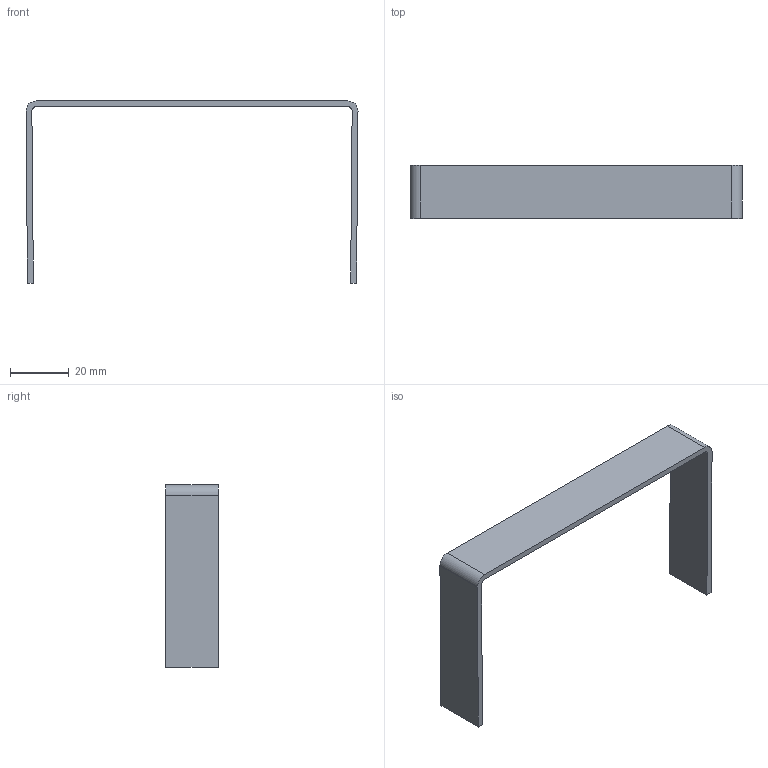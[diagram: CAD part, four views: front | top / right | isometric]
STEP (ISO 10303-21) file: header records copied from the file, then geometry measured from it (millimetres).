
FILE_DESCRIPTION (( 'STEP AP214' ), '1' );
FILE_NAME ('6193598.stp', '2016-08-09T13:22:34', ( '' ), ( '' ), 'SwSTEP 2.0', 'SolidWorks 2014', '' );
FILE_SCHEMA (( 'AUTOMOTIVE_DESIGN' ));
Length unit declared in the file: millimetre
Products named in the file (1): 6193598
Bounding box: 113 x 18 x 62.03 mm (x, y, z)
Volume: 8312.6 mm3; surface area: 9308.2 mm2
Topology: 1 solids, 1 shells, 14 faces, 36 edges, 24 vertices
Faces by surface type: plane 10, cylinder 4
Entity records: 616 total; most frequent: CARTESIAN_POINT 75, DIRECTION 74, ORIENTED_EDGE 72, EDGE_CURVE 36, VECTOR 28, LINE 28, VERTEX_POINT 24, AXIS2_PLACEMENT_3D 23
